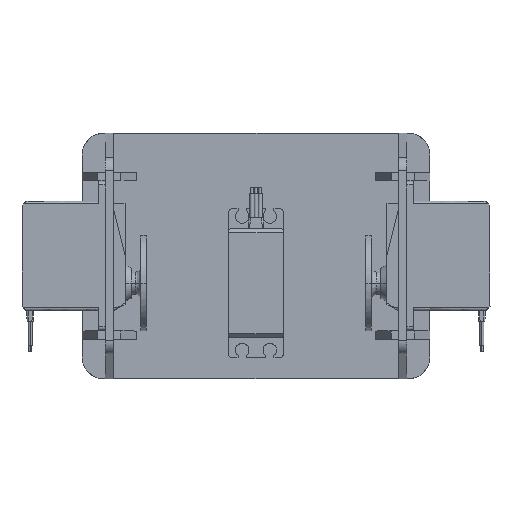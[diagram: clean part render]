
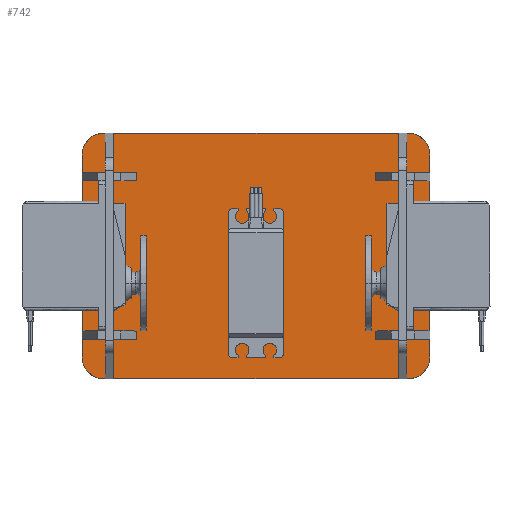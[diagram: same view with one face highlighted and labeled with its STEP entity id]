
A CAD part, top view. The second image highlights one B-rep face of the part: STEP entity #742.
In plain terms, the highlighted face is planar.
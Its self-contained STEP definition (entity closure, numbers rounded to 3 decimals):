
#249=B_SPLINE_CURVE_WITH_KNOTS('',1,(#8799,#8800),.UNSPECIFIED.,.F.,.F.,
(2,2),(-111.46,0.),.UNSPECIFIED.);
#250=B_SPLINE_CURVE_WITH_KNOTS('',1,(#8801,#8802),.UNSPECIFIED.,.F.,.F.,
(2,2),(-74.,0.),.UNSPECIFIED.);
#251=B_SPLINE_CURVE_WITH_KNOTS('',1,(#8803,#8804),.UNSPECIFIED.,.F.,.F.,
(2,2),(-111.46,0.),.UNSPECIFIED.);
#252=B_SPLINE_CURVE_WITH_KNOTS('',1,(#8805,#8806),.UNSPECIFIED.,.F.,.F.,
(2,2),(-74.,0.),.UNSPECIFIED.);
#253=B_SPLINE_CURVE_WITH_KNOTS('',1,(#8807,#8808),.UNSPECIFIED.,.F.,.F.,
(2,2),(0.,15.),.UNSPECIFIED.);
#254=B_SPLINE_CURVE_WITH_KNOTS('',1,(#8809,#8810),.UNSPECIFIED.,.F.,.F.,
(2,2),(0.,3.),.UNSPECIFIED.);
#255=B_SPLINE_CURVE_WITH_KNOTS('',1,(#8811,#8812),.UNSPECIFIED.,.F.,.F.,
(2,2),(0.,15.),.UNSPECIFIED.);
#256=B_SPLINE_CURVE_WITH_KNOTS('',1,(#8813,#8814),.UNSPECIFIED.,.F.,.F.,
(2,2),(0.,3.),.UNSPECIFIED.);
#257=B_SPLINE_CURVE_WITH_KNOTS('',1,(#8815,#8816),.UNSPECIFIED.,.F.,.F.,
(2,2),(0.,3.),.UNSPECIFIED.);
#258=B_SPLINE_CURVE_WITH_KNOTS('',1,(#8817,#8818),.UNSPECIFIED.,.F.,.F.,
(2,2),(0.,15.),.UNSPECIFIED.);
#259=B_SPLINE_CURVE_WITH_KNOTS('',1,(#8819,#8820),.UNSPECIFIED.,.F.,.F.,
(2,2),(0.,3.),.UNSPECIFIED.);
#260=B_SPLINE_CURVE_WITH_KNOTS('',1,(#8821,#8822),.UNSPECIFIED.,.F.,.F.,
(2,2),(0.,15.),.UNSPECIFIED.);
#261=B_SPLINE_CURVE_WITH_KNOTS('',1,(#8823,#8824),.UNSPECIFIED.,.F.,.F.,
(2,2),(0.,3.),.UNSPECIFIED.);
#262=B_SPLINE_CURVE_WITH_KNOTS('',1,(#8825,#8826),.UNSPECIFIED.,.F.,.F.,
(2,2),(0.,15.),.UNSPECIFIED.);
#263=B_SPLINE_CURVE_WITH_KNOTS('',1,(#8827,#8828),.UNSPECIFIED.,.F.,.F.,
(2,2),(0.,3.),.UNSPECIFIED.);
#264=B_SPLINE_CURVE_WITH_KNOTS('',1,(#8829,#8830),.UNSPECIFIED.,.F.,.F.,
(2,2),(0.,15.),.UNSPECIFIED.);
#265=B_SPLINE_CURVE_WITH_KNOTS('',1,(#8831,#8832),.UNSPECIFIED.,.F.,.F.,
(2,2),(0.,3.),.UNSPECIFIED.);
#266=B_SPLINE_CURVE_WITH_KNOTS('',1,(#8833,#8834),.UNSPECIFIED.,.F.,.F.,
(2,2),(0.,15.),.UNSPECIFIED.);
#267=B_SPLINE_CURVE_WITH_KNOTS('',1,(#8835,#8836),.UNSPECIFIED.,.F.,.F.,
(2,2),(0.,3.),.UNSPECIFIED.);
#268=B_SPLINE_CURVE_WITH_KNOTS('',1,(#8837,#8838),.UNSPECIFIED.,.F.,.F.,
(2,2),(0.,15.),.UNSPECIFIED.);
#269=B_SPLINE_CURVE_WITH_KNOTS('',1,(#8839,#8840),.UNSPECIFIED.,.F.,.F.,
(2,2),(0.,40.),.UNSPECIFIED.);
#270=B_SPLINE_CURVE_WITH_KNOTS('',1,(#8841,#8842),.UNSPECIFIED.,.F.,.F.,
(2,2),(0.,20.),.UNSPECIFIED.);
#271=B_SPLINE_CURVE_WITH_KNOTS('',1,(#8843,#8844),.UNSPECIFIED.,.F.,.F.,
(2,2),(0.,40.),.UNSPECIFIED.);
#272=B_SPLINE_CURVE_WITH_KNOTS('',1,(#8845,#8846),.UNSPECIFIED.,.F.,.F.,
(2,2),(0.,20.),.UNSPECIFIED.);
#565=FACE_BOUND('',#1331,.T.);
#566=FACE_BOUND('',#1332,.T.);
#567=FACE_BOUND('',#1333,.T.);
#568=FACE_BOUND('',#1334,.T.);
#569=FACE_BOUND('',#1335,.T.);
#742=ADVANCED_FACE('',(#1023,#565,#566,#567,#568,#569),#4430,.T.);
#1023=FACE_OUTER_BOUND('',#1330,.T.);
#1330=EDGE_LOOP('',(#2310,#2311,#2312,#2313,#2314,#2315,#2316,#2317));
#1331=EDGE_LOOP('',(#2318,#2319,#2320,#2321));
#1332=EDGE_LOOP('',(#2322,#2323,#2324,#2325));
#1333=EDGE_LOOP('',(#2326,#2327,#2328,#2329));
#1334=EDGE_LOOP('',(#2330,#2331,#2332,#2333));
#1335=EDGE_LOOP('',(#2334,#2335,#2336,#2337));
#2310=ORIENTED_EDGE('',*,*,#3333,.T.);
#2311=ORIENTED_EDGE('',*,*,#3386,.T.);
#2312=ORIENTED_EDGE('',*,*,#3334,.T.);
#2313=ORIENTED_EDGE('',*,*,#3388,.T.);
#2314=ORIENTED_EDGE('',*,*,#3335,.T.);
#2315=ORIENTED_EDGE('',*,*,#3392,.T.);
#2316=ORIENTED_EDGE('',*,*,#3336,.T.);
#2317=ORIENTED_EDGE('',*,*,#3390,.T.);
#2318=ORIENTED_EDGE('',*,*,#3340,.T.);
#2319=ORIENTED_EDGE('',*,*,#3337,.T.);
#2320=ORIENTED_EDGE('',*,*,#3338,.T.);
#2321=ORIENTED_EDGE('',*,*,#3339,.T.);
#2322=ORIENTED_EDGE('',*,*,#3344,.T.);
#2323=ORIENTED_EDGE('',*,*,#3341,.T.);
#2324=ORIENTED_EDGE('',*,*,#3342,.T.);
#2325=ORIENTED_EDGE('',*,*,#3343,.T.);
#2326=ORIENTED_EDGE('',*,*,#3348,.T.);
#2327=ORIENTED_EDGE('',*,*,#3345,.T.);
#2328=ORIENTED_EDGE('',*,*,#3346,.T.);
#2329=ORIENTED_EDGE('',*,*,#3347,.T.);
#2330=ORIENTED_EDGE('',*,*,#3352,.T.);
#2331=ORIENTED_EDGE('',*,*,#3349,.T.);
#2332=ORIENTED_EDGE('',*,*,#3350,.T.);
#2333=ORIENTED_EDGE('',*,*,#3351,.T.);
#2334=ORIENTED_EDGE('',*,*,#3356,.T.);
#2335=ORIENTED_EDGE('',*,*,#3353,.T.);
#2336=ORIENTED_EDGE('',*,*,#3354,.T.);
#2337=ORIENTED_EDGE('',*,*,#3355,.T.);
#3333=EDGE_CURVE('',#4164,#4165,#249,.T.);
#3334=EDGE_CURVE('',#4166,#4167,#250,.T.);
#3335=EDGE_CURVE('',#4168,#4169,#251,.T.);
#3336=EDGE_CURVE('',#4170,#4171,#252,.T.);
#3337=EDGE_CURVE('',#4172,#4173,#253,.T.);
#3338=EDGE_CURVE('',#4173,#4174,#254,.T.);
#3339=EDGE_CURVE('',#4174,#4175,#255,.T.);
#3340=EDGE_CURVE('',#4175,#4172,#256,.T.);
#3341=EDGE_CURVE('',#4176,#4177,#257,.T.);
#3342=EDGE_CURVE('',#4177,#4178,#258,.T.);
#3343=EDGE_CURVE('',#4178,#4179,#259,.T.);
#3344=EDGE_CURVE('',#4179,#4176,#260,.T.);
#3345=EDGE_CURVE('',#4180,#4181,#261,.T.);
#3346=EDGE_CURVE('',#4181,#4182,#262,.T.);
#3347=EDGE_CURVE('',#4182,#4183,#263,.T.);
#3348=EDGE_CURVE('',#4183,#4180,#264,.T.);
#3349=EDGE_CURVE('',#4184,#4185,#265,.T.);
#3350=EDGE_CURVE('',#4185,#4186,#266,.T.);
#3351=EDGE_CURVE('',#4186,#4187,#267,.T.);
#3352=EDGE_CURVE('',#4187,#4184,#268,.T.);
#3353=EDGE_CURVE('',#4188,#4189,#269,.T.);
#3354=EDGE_CURVE('',#4189,#4190,#270,.T.);
#3355=EDGE_CURVE('',#4190,#4191,#271,.T.);
#3356=EDGE_CURVE('',#4191,#4188,#272,.T.);
#3386=EDGE_CURVE('',#4165,#4166,#3842,.T.);
#3388=EDGE_CURVE('',#4167,#4168,#3844,.T.);
#3390=EDGE_CURVE('',#4171,#4164,#3846,.T.);
#3392=EDGE_CURVE('',#4169,#4170,#3848,.T.);
#3842=(
BOUNDED_CURVE()
B_SPLINE_CURVE(2,(#8906,#8907,#8908),.UNSPECIFIED.,.F.,.F.)
B_SPLINE_CURVE_WITH_KNOTS((3,3),(0.,12.566),.UNSPECIFIED.)
CURVE()
GEOMETRIC_REPRESENTATION_ITEM()
RATIONAL_B_SPLINE_CURVE((1.,0.707,1.))
REPRESENTATION_ITEM('')
);
#3844=(
BOUNDED_CURVE()
B_SPLINE_CURVE(2,(#8912,#8913,#8914),.UNSPECIFIED.,.F.,.F.)
B_SPLINE_CURVE_WITH_KNOTS((3,3),(0.,12.566),.UNSPECIFIED.)
CURVE()
GEOMETRIC_REPRESENTATION_ITEM()
RATIONAL_B_SPLINE_CURVE((1.,0.707,1.))
REPRESENTATION_ITEM('')
);
#3846=(
BOUNDED_CURVE()
B_SPLINE_CURVE(2,(#8918,#8919,#8920),.UNSPECIFIED.,.F.,.F.)
B_SPLINE_CURVE_WITH_KNOTS((3,3),(0.,12.566),.UNSPECIFIED.)
CURVE()
GEOMETRIC_REPRESENTATION_ITEM()
RATIONAL_B_SPLINE_CURVE((1.,0.707,1.))
REPRESENTATION_ITEM('')
);
#3848=(
BOUNDED_CURVE()
B_SPLINE_CURVE(2,(#8924,#8925,#8926),.UNSPECIFIED.,.F.,.F.)
B_SPLINE_CURVE_WITH_KNOTS((3,3),(0.,12.566),.UNSPECIFIED.)
CURVE()
GEOMETRIC_REPRESENTATION_ITEM()
RATIONAL_B_SPLINE_CURVE((1.,0.707,1.))
REPRESENTATION_ITEM('')
);
#4164=VERTEX_POINT('',#8723);
#4165=VERTEX_POINT('',#8724);
#4166=VERTEX_POINT('',#8725);
#4167=VERTEX_POINT('',#8726);
#4168=VERTEX_POINT('',#8727);
#4169=VERTEX_POINT('',#8728);
#4170=VERTEX_POINT('',#8729);
#4171=VERTEX_POINT('',#8730);
#4172=VERTEX_POINT('',#8731);
#4173=VERTEX_POINT('',#8732);
#4174=VERTEX_POINT('',#8733);
#4175=VERTEX_POINT('',#8734);
#4176=VERTEX_POINT('',#8735);
#4177=VERTEX_POINT('',#8736);
#4178=VERTEX_POINT('',#8737);
#4179=VERTEX_POINT('',#8738);
#4180=VERTEX_POINT('',#8739);
#4181=VERTEX_POINT('',#8740);
#4182=VERTEX_POINT('',#8741);
#4183=VERTEX_POINT('',#8742);
#4184=VERTEX_POINT('',#8743);
#4185=VERTEX_POINT('',#8744);
#4186=VERTEX_POINT('',#8745);
#4187=VERTEX_POINT('',#8746);
#4188=VERTEX_POINT('',#8747);
#4189=VERTEX_POINT('',#8748);
#4190=VERTEX_POINT('',#8749);
#4191=VERTEX_POINT('',#8750);
#4430=PLANE('',#5160);
#5160=AXIS2_PLACEMENT_3D('',#8598,#5376,$);
#5376=DIRECTION('',(0.,1.,0.));
#8598=CARTESIAN_POINT('',(-76.477,-22.,-54.001));
#8723=CARTESIAN_POINT('',(-55.73,-22.,45.));
#8724=CARTESIAN_POINT('',(55.73,-22.,45.));
#8725=CARTESIAN_POINT('',(63.73,-22.,37.));
#8726=CARTESIAN_POINT('',(63.73,-22.,-37.));
#8727=CARTESIAN_POINT('',(55.73,-22.,-45.));
#8728=CARTESIAN_POINT('',(-55.73,-22.,-45.));
#8729=CARTESIAN_POINT('',(-63.73,-22.,-37.));
#8730=CARTESIAN_POINT('',(-63.73,-22.,37.));
#8731=CARTESIAN_POINT('',(-55.23,-22.,27.5));
#8732=CARTESIAN_POINT('',(-55.23,-22.,12.5));
#8733=CARTESIAN_POINT('',(-52.23,-22.,12.5));
#8734=CARTESIAN_POINT('',(-52.23,-22.,27.5));
#8735=CARTESIAN_POINT('',(52.23,-22.,-27.5));
#8736=CARTESIAN_POINT('',(55.23,-22.,-27.5));
#8737=CARTESIAN_POINT('',(55.23,-22.,-12.5));
#8738=CARTESIAN_POINT('',(52.23,-22.,-12.5));
#8739=CARTESIAN_POINT('',(52.23,-22.,12.5));
#8740=CARTESIAN_POINT('',(55.23,-22.,12.5));
#8741=CARTESIAN_POINT('',(55.23,-22.,27.5));
#8742=CARTESIAN_POINT('',(52.23,-22.,27.5));
#8743=CARTESIAN_POINT('',(-52.23,-22.,-12.5));
#8744=CARTESIAN_POINT('',(-55.23,-22.,-12.5));
#8745=CARTESIAN_POINT('',(-55.23,-22.,-27.5));
#8746=CARTESIAN_POINT('',(-52.23,-22.,-27.5));
#8747=CARTESIAN_POINT('',(-10.,-22.,10.));
#8748=CARTESIAN_POINT('',(-10.,-22.,-30.));
#8749=CARTESIAN_POINT('',(10.,-22.,-30.));
#8750=CARTESIAN_POINT('',(10.,-22.,10.));
#8799=CARTESIAN_POINT('',(-55.73,-22.,45.));
#8800=CARTESIAN_POINT('',(55.73,-22.,45.));
#8801=CARTESIAN_POINT('',(63.73,-22.,37.));
#8802=CARTESIAN_POINT('',(63.73,-22.,-37.));
#8803=CARTESIAN_POINT('',(55.73,-22.,-45.));
#8804=CARTESIAN_POINT('',(-55.73,-22.,-45.));
#8805=CARTESIAN_POINT('',(-63.73,-22.,-37.));
#8806=CARTESIAN_POINT('',(-63.73,-22.,37.));
#8807=CARTESIAN_POINT('',(-55.23,-22.,27.5));
#8808=CARTESIAN_POINT('',(-55.23,-22.,12.5));
#8809=CARTESIAN_POINT('',(-55.23,-22.,12.5));
#8810=CARTESIAN_POINT('',(-52.23,-22.,12.5));
#8811=CARTESIAN_POINT('',(-52.23,-22.,12.5));
#8812=CARTESIAN_POINT('',(-52.23,-22.,27.5));
#8813=CARTESIAN_POINT('',(-52.23,-22.,27.5));
#8814=CARTESIAN_POINT('',(-55.23,-22.,27.5));
#8815=CARTESIAN_POINT('',(52.23,-22.,-27.5));
#8816=CARTESIAN_POINT('',(55.23,-22.,-27.5));
#8817=CARTESIAN_POINT('',(55.23,-22.,-27.5));
#8818=CARTESIAN_POINT('',(55.23,-22.,-12.5));
#8819=CARTESIAN_POINT('',(55.23,-22.,-12.5));
#8820=CARTESIAN_POINT('',(52.23,-22.,-12.5));
#8821=CARTESIAN_POINT('',(52.23,-22.,-12.5));
#8822=CARTESIAN_POINT('',(52.23,-22.,-27.5));
#8823=CARTESIAN_POINT('',(52.23,-22.,12.5));
#8824=CARTESIAN_POINT('',(55.23,-22.,12.5));
#8825=CARTESIAN_POINT('',(55.23,-22.,12.5));
#8826=CARTESIAN_POINT('',(55.23,-22.,27.5));
#8827=CARTESIAN_POINT('',(55.23,-22.,27.5));
#8828=CARTESIAN_POINT('',(52.23,-22.,27.5));
#8829=CARTESIAN_POINT('',(52.23,-22.,27.5));
#8830=CARTESIAN_POINT('',(52.23,-22.,12.5));
#8831=CARTESIAN_POINT('',(-52.23,-22.,-12.5));
#8832=CARTESIAN_POINT('',(-55.23,-22.,-12.5));
#8833=CARTESIAN_POINT('',(-55.23,-22.,-12.5));
#8834=CARTESIAN_POINT('',(-55.23,-22.,-27.5));
#8835=CARTESIAN_POINT('',(-55.23,-22.,-27.5));
#8836=CARTESIAN_POINT('',(-52.23,-22.,-27.5));
#8837=CARTESIAN_POINT('',(-52.23,-22.,-27.5));
#8838=CARTESIAN_POINT('',(-52.23,-22.,-12.5));
#8839=CARTESIAN_POINT('',(-10.,-22.,10.));
#8840=CARTESIAN_POINT('',(-10.,-22.,-30.));
#8841=CARTESIAN_POINT('',(-10.,-22.,-30.));
#8842=CARTESIAN_POINT('',(10.,-22.,-30.));
#8843=CARTESIAN_POINT('',(10.,-22.,-30.));
#8844=CARTESIAN_POINT('',(10.,-22.,10.));
#8845=CARTESIAN_POINT('',(10.,-22.,10.));
#8846=CARTESIAN_POINT('',(-10.,-22.,10.));
#8906=CARTESIAN_POINT('',(55.73,-22.,45.));
#8907=CARTESIAN_POINT('',(63.73,-22.,45.));
#8908=CARTESIAN_POINT('',(63.73,-22.,37.));
#8912=CARTESIAN_POINT('',(63.73,-22.,-37.));
#8913=CARTESIAN_POINT('',(63.73,-22.,-45.));
#8914=CARTESIAN_POINT('',(55.73,-22.,-45.));
#8918=CARTESIAN_POINT('',(-63.73,-22.,37.));
#8919=CARTESIAN_POINT('',(-63.73,-22.,45.));
#8920=CARTESIAN_POINT('',(-55.73,-22.,45.));
#8924=CARTESIAN_POINT('',(-55.73,-22.,-45.));
#8925=CARTESIAN_POINT('',(-63.73,-22.,-45.));
#8926=CARTESIAN_POINT('',(-63.73,-22.,-37.));
